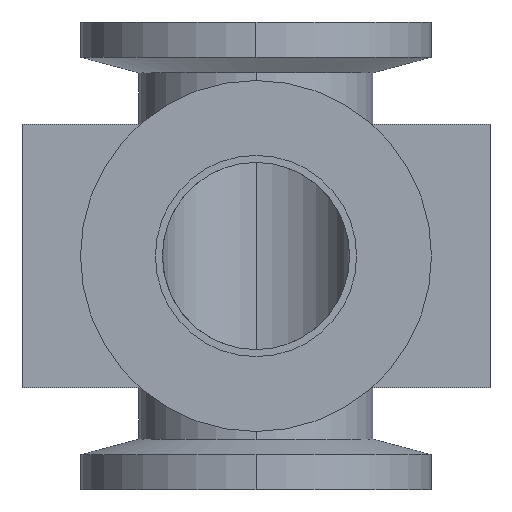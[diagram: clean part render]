
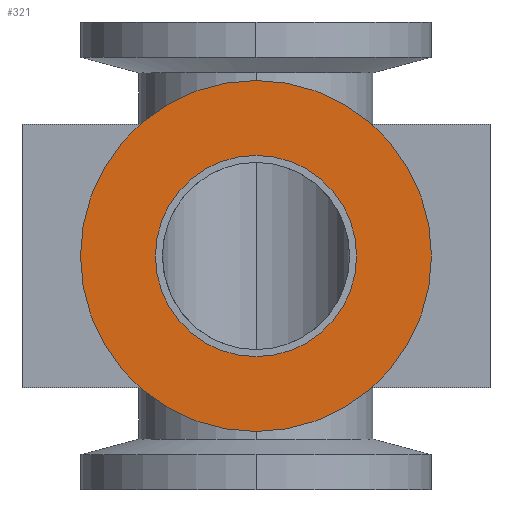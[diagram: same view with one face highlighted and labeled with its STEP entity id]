
A CAD part, left-side view. The second image highlights one B-rep face of the part: STEP entity #321.
In plain terms, the highlighted planar face has unit normal (-1, 0, 0).
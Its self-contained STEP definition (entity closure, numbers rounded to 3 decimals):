
#35 = ORIENTED_EDGE ( 'NONE', *, *, #1643, .T. ) ;
#83 = DIRECTION ( 'NONE',  ( 0., 0., 1. ) ) ;
#135 = DIRECTION ( 'NONE',  ( -1., 0., 0. ) ) ;
#179 = DIRECTION ( 'NONE',  ( -1., 0., 0. ) ) ;
#202 = DIRECTION ( 'NONE',  ( -1., 0., 0. ) ) ;
#215 = AXIS2_PLACEMENT_3D ( 'NONE', #1844, #937, #83 ) ;
#218 = AXIS2_PLACEMENT_3D ( 'NONE', #438, #1534, #619 ) ;
#244 = CARTESIAN_POINT ( 'NONE',  ( -40., 0., -15. ) ) ;
#247 = PLANE ( 'NONE',  #1560 ) ;
#311 = CIRCLE ( 'NONE', #215, 8.6 ) ;
#321 = ADVANCED_FACE ( 'NONE', ( #397, #350 ), #247, .T. ) ;
#344 = CIRCLE ( 'NONE', #218, 8.6 ) ;
#347 = ORIENTED_EDGE ( 'NONE', *, *, #1642, .T. ) ;
#350 = FACE_BOUND ( 'NONE', #1416, .T. ) ;
#397 = FACE_OUTER_BOUND ( 'NONE', #1538, .T. ) ;
#438 = CARTESIAN_POINT ( 'NONE',  ( -40., 0., 0. ) ) ;
#582 = AXIS2_PLACEMENT_3D ( 'NONE', #1091, #202, #1250 ) ;
#600 = AXIS2_PLACEMENT_3D ( 'NONE', #1066, #179, #1223 ) ;
#619 = DIRECTION ( 'NONE',  ( 0., 0., 1. ) ) ;
#638 = CIRCLE ( 'NONE', #600, 15. ) ;
#643 = VERTEX_POINT ( 'NONE', #1593 ) ;
#728 = ORIENTED_EDGE ( 'NONE', *, *, #1705, .T. ) ;
#937 = DIRECTION ( 'NONE',  ( 1., 0., 0. ) ) ;
#1004 = CARTESIAN_POINT ( 'NONE',  ( -40., -15., 0. ) ) ;
#1066 = CARTESIAN_POINT ( 'NONE',  ( -40., 0., 0. ) ) ;
#1091 = CARTESIAN_POINT ( 'NONE',  ( -40., 0., 0. ) ) ;
#1133 = CARTESIAN_POINT ( 'NONE',  ( -40., 0., 8.6 ) ) ;
#1136 = VERTEX_POINT ( 'NONE', #1342 ) ;
#1163 = DIRECTION ( 'NONE',  ( 0., 0., 1. ) ) ;
#1223 = DIRECTION ( 'NONE',  ( 0., 0., 1. ) ) ;
#1250 = DIRECTION ( 'NONE',  ( 0., 0., 1. ) ) ;
#1317 = CIRCLE ( 'NONE', #582, 15. ) ;
#1342 = CARTESIAN_POINT ( 'NONE',  ( -40., 0., -8.6 ) ) ;
#1416 = EDGE_LOOP ( 'NONE', ( #35, #347 ) ) ;
#1478 = VERTEX_POINT ( 'NONE', #1133 ) ;
#1534 = DIRECTION ( 'NONE',  ( 1., 0., 0. ) ) ;
#1538 = EDGE_LOOP ( 'NONE', ( #728, #1547 ) ) ;
#1547 = ORIENTED_EDGE ( 'NONE', *, *, #1727, .T. ) ;
#1560 = AXIS2_PLACEMENT_3D ( 'NONE', #1004, #135, #1163 ) ;
#1593 = CARTESIAN_POINT ( 'NONE',  ( -40., 0., 15. ) ) ;
#1642 = EDGE_CURVE ( 'NONE', #1136, #1478, #344, .T. ) ;
#1643 = EDGE_CURVE ( 'NONE', #1478, #1136, #311, .T. ) ;
#1705 = EDGE_CURVE ( 'NONE', #643, #1860, #638, .T. ) ;
#1727 = EDGE_CURVE ( 'NONE', #1860, #643, #1317, .T. ) ;
#1844 = CARTESIAN_POINT ( 'NONE',  ( -40., 0., 0. ) ) ;
#1860 = VERTEX_POINT ( 'NONE', #244 ) ;
